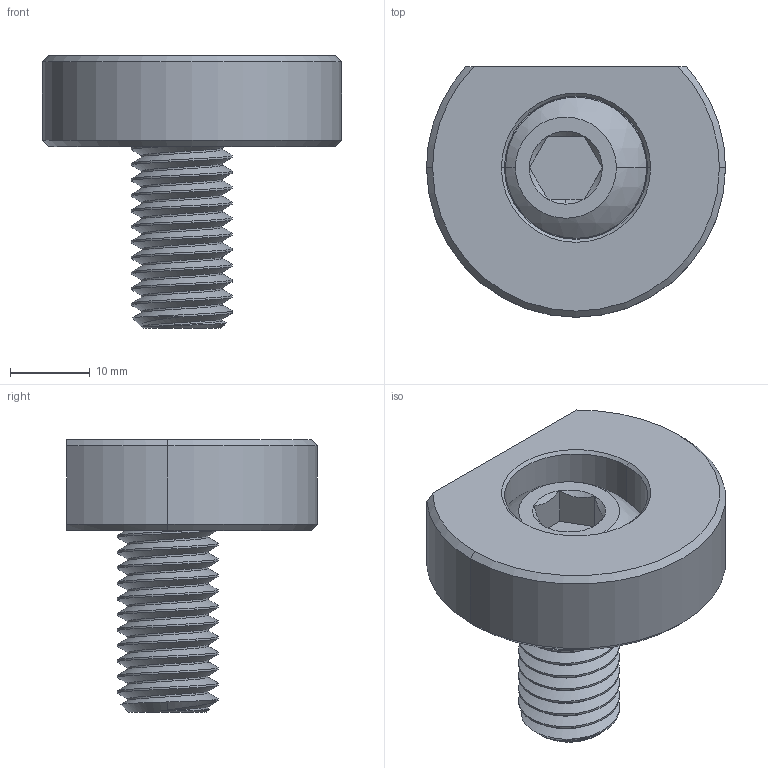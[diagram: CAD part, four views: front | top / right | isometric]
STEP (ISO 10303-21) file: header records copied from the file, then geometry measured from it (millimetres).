
FILE_DESCRIPTION (( 'STEP AP214' ), '1' );
FILE_NAME ('10508_MB.STEP', '2021-10-29T15:45:05', ( '' ), ( '' ), 'SwSTEP 2.0', 'SolidWorks 2021', '' );
FILE_SCHEMA (( 'AUTOMOTIVE_DESIGN' ));
Length unit declared in the file: inch
Products named in the file (3): 10508_MB; 10608_default; 10373_10373
Assembly tree (2 placements, depth 2):
  10508_MB
    10608_default
    10373_10373
Bounding box: 37.59 x 31.5 x 34.29 mm (x, y, z)
Volume: 12344.5 mm3; surface area: 5862.5 mm2
Topology: 2 solids, 2 shells, 73 faces, 178 edges, 112 vertices
Faces by surface type: cylinder 34, cone 20, plane 14, bspline 3, sphere 2
Entity records: 5083 total; most frequent: CARTESIAN_POINT 3428, ORIENTED_EDGE 356, DIRECTION 292, EDGE_CURVE 178, AXIS2_PLACEMENT_3D 116, VERTEX_POINT 112, EDGE_LOOP 78, FACE_OUTER_BOUND 73
